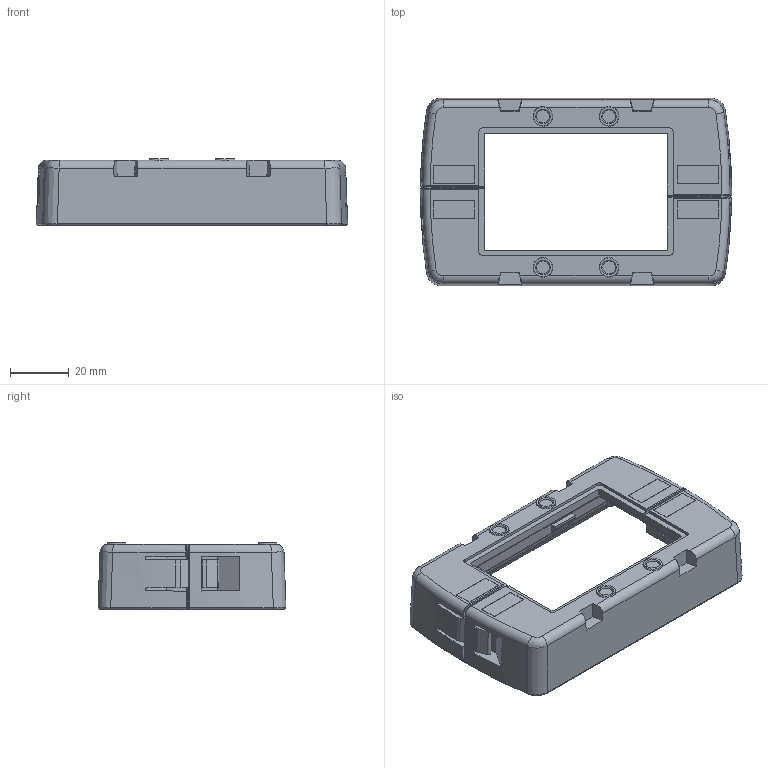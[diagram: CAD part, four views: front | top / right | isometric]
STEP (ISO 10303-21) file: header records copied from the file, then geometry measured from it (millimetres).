
FILE_DESCRIPTION(/* description */ (''),/* implementation_level */ '2;1');
FILE_NAME(/* name */ '28886.4_KDSI-AD_6-10.stp',/* time_stamp */ '2021-05-11T11:11:54+02:00',/* author */ (''),/* organization */ (''),/* preprocessor_version */ 'ST-DEVELOPER v16.7',/* originating_system */ 'SIEMENS PLM Software NX 12.0',/* authorisation */ '');
FILE_SCHEMA (('AUTOMOTIVE_DESIGN { 1 0 10303 214 3 1 1 1 }'));
Length unit declared in the file: millimetre
Products named in the file (2): KDSI-AD_6-10; 28881.4_KDSI-SR_6-10
Assembly tree (2 placements, depth 2):
  28881.4_KDSI-SR_6-10
    KDSI-AD_6-10  x2
Bounding box: 105.95 x 63.96 x 22.5 mm (x, y, z)
Volume: 36336.7 mm3; surface area: 24408.8 mm2
Topology: 2 solids, 8 shells, 542 faces, 1414 edges, 894 vertices
Faces by surface type: plane 256, bspline 120, cylinder 80, cone 36, torus 26, extrusion 20, sphere 4
Entity records: 9890 total; most frequent: CARTESIAN_POINT 3747, ORIENTED_EDGE 1398, DIRECTION 1059, EDGE_CURVE 699, VERTEX_POINT 445, VECTOR 365, LINE 355, AXIS2_PLACEMENT_3D 347
